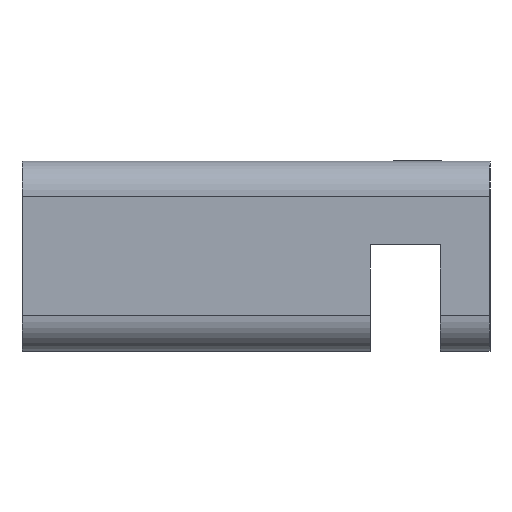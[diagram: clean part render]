
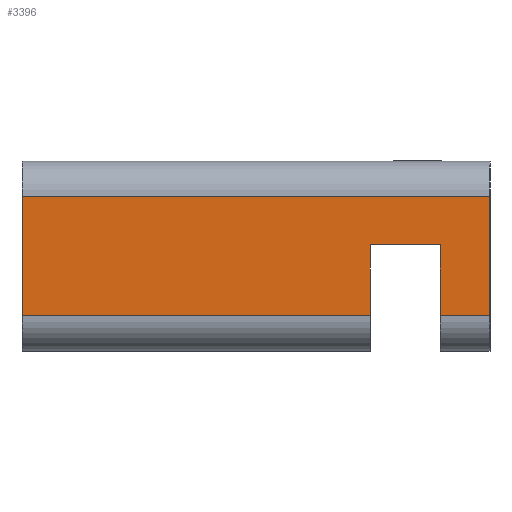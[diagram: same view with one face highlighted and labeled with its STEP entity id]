
A CAD part, left-side view. The second image highlights one B-rep face of the part: STEP entity #3396.
In plain terms, the highlighted planar face has unit normal (-1, 0, 0).
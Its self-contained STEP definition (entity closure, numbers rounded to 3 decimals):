
#166 = CARTESIAN_POINT ( 'NONE',  ( -3.45, -2.6, 0.5 ) ) ;
#262 = AXIS2_PLACEMENT_3D ( 'NONE', #3774, #5548, #1505 ) ;
#651 = ORIENTED_EDGE ( 'NONE', *, *, #9738, .T. ) ;
#1002 = EDGE_CURVE ( 'NONE', #12564, #11115, #2260, .T. ) ;
#1225 = CARTESIAN_POINT ( 'NONE',  ( -3.45, -3.3, 0.5 ) ) ;
#1505 = DIRECTION ( 'NONE',  ( 0., 0., -1. ) ) ;
#1554 = EDGE_CURVE ( 'NONE', #12564, #2805, #6561, .T. ) ;
#1563 = PLANE ( 'NONE',  #262 ) ;
#2025 = EDGE_LOOP ( 'NONE', ( #11424, #3188, #651, #4527, #4135, #8647, #11118, #4867 ) ) ;
#2121 = VECTOR ( 'NONE', #4631, 1000. ) ;
#2260 = LINE ( 'NONE', #3364, #10812 ) ;
#2734 = LINE ( 'NONE', #10571, #2121 ) ;
#2805 = VERTEX_POINT ( 'NONE', #10445 ) ;
#2841 = VECTOR ( 'NONE', #11580, 1000. ) ;
#2865 = VERTEX_POINT ( 'NONE', #7643 ) ;
#3188 = ORIENTED_EDGE ( 'NONE', *, *, #3762, .T. ) ;
#3342 = EDGE_CURVE ( 'NONE', #8761, #2805, #2734, .T. ) ;
#3364 = CARTESIAN_POINT ( 'NONE',  ( -3.45, 3.3, 1.5 ) ) ;
#3396 = ADVANCED_FACE ( 'NONE', ( #7777 ), #1563, .F. ) ;
#3762 = EDGE_CURVE ( 'NONE', #5620, #2865, #6426, .T. ) ;
#3774 = CARTESIAN_POINT ( 'NONE',  ( -3.45, 3.3, 0.5 ) ) ;
#4135 = ORIENTED_EDGE ( 'NONE', *, *, #12236, .F. ) ;
#4379 = VERTEX_POINT ( 'NONE', #12267 ) ;
#4487 = CARTESIAN_POINT ( 'NONE',  ( -3.45, -1.61, 1.5 ) ) ;
#4527 = ORIENTED_EDGE ( 'NONE', *, *, #4931, .F. ) ;
#4631 = DIRECTION ( 'NONE',  ( 0., -1., 0. ) ) ;
#4867 = ORIENTED_EDGE ( 'NONE', *, *, #1002, .T. ) ;
#4884 = VERTEX_POINT ( 'NONE', #9701 ) ;
#4931 = EDGE_CURVE ( 'NONE', #4884, #4379, #8046, .T. ) ;
#5081 = EDGE_CURVE ( 'NONE', #5620, #11115, #5521, .T. ) ;
#5521 = LINE ( 'NONE', #9739, #2841 ) ;
#5548 = DIRECTION ( 'NONE',  ( 1., 0., 0. ) ) ;
#5620 = VERTEX_POINT ( 'NONE', #166 ) ;
#6426 = LINE ( 'NONE', #10348, #10062 ) ;
#6561 = LINE ( 'NONE', #7424, #12645 ) ;
#6909 = CARTESIAN_POINT ( 'NONE',  ( -3.45, -2.6, 1.5 ) ) ;
#7051 = CARTESIAN_POINT ( 'NONE',  ( -3.45, 3.3, 2.18 ) ) ;
#7424 = CARTESIAN_POINT ( 'NONE',  ( -3.45, -1.61, 0.5 ) ) ;
#7643 = CARTESIAN_POINT ( 'NONE',  ( -3.45, -3.3, 0.5 ) ) ;
#7777 = FACE_OUTER_BOUND ( 'NONE', #2025, .T. ) ;
#7858 = CARTESIAN_POINT ( 'NONE',  ( -3.45, 3.3, 0.5 ) ) ;
#8046 = LINE ( 'NONE', #7051, #12210 ) ;
#8152 = LINE ( 'NONE', #1225, #12783 ) ;
#8295 = DIRECTION ( 'NONE',  ( 0., 0., -1. ) ) ;
#8647 = ORIENTED_EDGE ( 'NONE', *, *, #3342, .T. ) ;
#8761 = VERTEX_POINT ( 'NONE', #7858 ) ;
#8865 = CARTESIAN_POINT ( 'NONE',  ( -3.45, 3.3, 0.5 ) ) ;
#9315 = DIRECTION ( 'NONE',  ( 0., -1., 0. ) ) ;
#9701 = CARTESIAN_POINT ( 'NONE',  ( -3.45, 3.3, 2.18 ) ) ;
#9738 = EDGE_CURVE ( 'NONE', #2865, #4379, #8152, .T. ) ;
#9739 = CARTESIAN_POINT ( 'NONE',  ( -3.45, -2.6, 0.5 ) ) ;
#9797 = VECTOR ( 'NONE', #12790, 1000. ) ;
#10062 = VECTOR ( 'NONE', #12283, 1000. ) ;
#10348 = CARTESIAN_POINT ( 'NONE',  ( -3.45, 3.3, 0.5 ) ) ;
#10445 = CARTESIAN_POINT ( 'NONE',  ( -3.45, -1.61, 0.5 ) ) ;
#10571 = CARTESIAN_POINT ( 'NONE',  ( -3.45, 3.3, 0.5 ) ) ;
#10738 = LINE ( 'NONE', #8865, #9797 ) ;
#10812 = VECTOR ( 'NONE', #9315, 1000. ) ;
#11021 = DIRECTION ( 'NONE',  ( 0., -1., 0. ) ) ;
#11115 = VERTEX_POINT ( 'NONE', #6909 ) ;
#11118 = ORIENTED_EDGE ( 'NONE', *, *, #1554, .F. ) ;
#11421 = DIRECTION ( 'NONE',  ( 0., 0., 1. ) ) ;
#11424 = ORIENTED_EDGE ( 'NONE', *, *, #5081, .F. ) ;
#11580 = DIRECTION ( 'NONE',  ( 0., 0., 1. ) ) ;
#12210 = VECTOR ( 'NONE', #11021, 1000. ) ;
#12236 = EDGE_CURVE ( 'NONE', #8761, #4884, #10738, .T. ) ;
#12267 = CARTESIAN_POINT ( 'NONE',  ( -3.45, -3.3, 2.18 ) ) ;
#12283 = DIRECTION ( 'NONE',  ( 0., -1., 0. ) ) ;
#12564 = VERTEX_POINT ( 'NONE', #4487 ) ;
#12645 = VECTOR ( 'NONE', #8295, 1000. ) ;
#12783 = VECTOR ( 'NONE', #11421, 1000. ) ;
#12790 = DIRECTION ( 'NONE',  ( 0., 0., 1. ) ) ;
